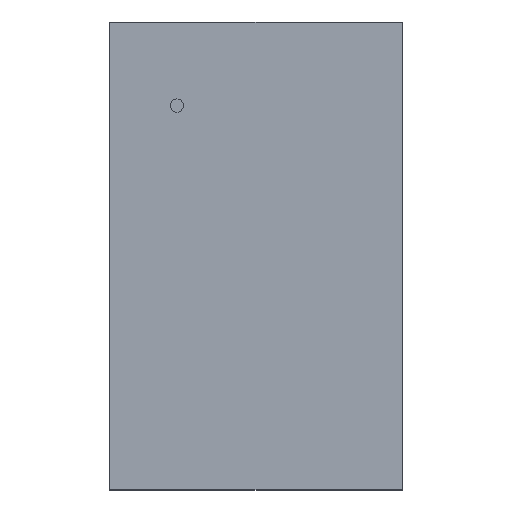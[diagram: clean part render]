
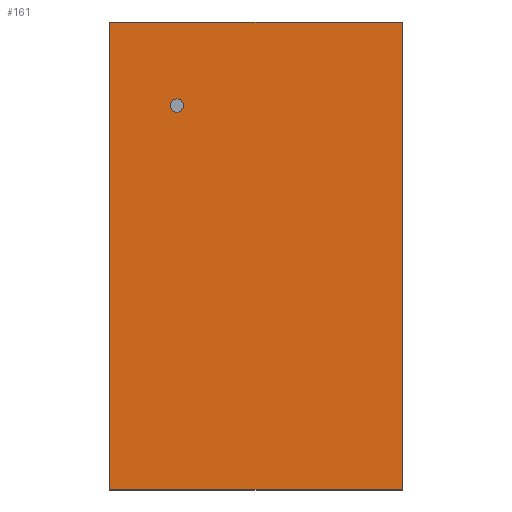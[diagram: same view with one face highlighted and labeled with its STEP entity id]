
A CAD part, top view. The second image highlights one B-rep face of the part: STEP entity #161.
In plain terms, the highlighted planar face has unit normal (0, 0, 1).
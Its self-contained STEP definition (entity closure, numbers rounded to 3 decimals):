
#161=ADVANCED_FACE('',(#162,#196),#207,.T.);
#162=FACE_BOUND('',#163,.T.);
#163=EDGE_LOOP('',(#164,#174,#182,#190));
#164=ORIENTED_EDGE('',*,*,#165,.T.);
#165=EDGE_CURVE('',#166,#168,#170,.T.);
#166=VERTEX_POINT('',#167);
#167=CARTESIAN_POINT('',(-0.5,-0.8,0.425));
#168=VERTEX_POINT('',#169);
#169=CARTESIAN_POINT('',(0.5,-0.8,0.425));
#170=LINE('',#171,#172);
#171=CARTESIAN_POINT('',(-0.5,-0.8,0.425));
#172=VECTOR('',#173,1.0);
#173=DIRECTION('',(1.0,0.0,0.0));
#174=ORIENTED_EDGE('',*,*,#175,.T.);
#175=EDGE_CURVE('',#168,#176,#178,.T.);
#176=VERTEX_POINT('',#177);
#177=CARTESIAN_POINT('',(0.5,0.8,0.425));
#178=LINE('',#179,#180);
#179=CARTESIAN_POINT('',(0.5,-0.8,0.425));
#180=VECTOR('',#181,1.0);
#181=DIRECTION('',(0.0,1.0,0.0));
#182=ORIENTED_EDGE('',*,*,#183,.T.);
#183=EDGE_CURVE('',#176,#184,#186,.T.);
#184=VERTEX_POINT('',#185);
#185=CARTESIAN_POINT('',(-0.5,0.8,0.425));
#186=LINE('',#187,#188);
#187=CARTESIAN_POINT('',(0.5,0.8,0.425));
#188=VECTOR('',#189,1.0);
#189=DIRECTION('',(-1.0,0.0,0.0));
#190=ORIENTED_EDGE('',*,*,#191,.T.);
#191=EDGE_CURVE('',#184,#166,#192,.T.);
#192=LINE('',#193,#194);
#193=CARTESIAN_POINT('',(-0.5,0.8,0.425));
#194=VECTOR('',#195,1.0);
#195=DIRECTION('',(0.0,-1.0,0.0));
#196=FACE_BOUND('',#197,.T.);
#197=EDGE_LOOP('',(#198));
#198=ORIENTED_EDGE('',*,*,#199,.T.);
#199=EDGE_CURVE('',#200,#200,#202,.T.);
#200=VERTEX_POINT('',#201);
#201=CARTESIAN_POINT('',(-0.248,0.514,0.425));
#202=CIRCLE('',#203,0.023);
#203=AXIS2_PLACEMENT_3D('',#204,#205,#206);
#204=CARTESIAN_POINT('',(-0.271,0.514,0.425));
#205=DIRECTION('',(0.0,0.0,-1.0));
#206=DIRECTION('',(1.0,0.0,0.0));
#207=PLANE('',#208);
#208=AXIS2_PLACEMENT_3D('',#209,#210,#211);
#209=CARTESIAN_POINT('',(0.0,0.0,0.425));
#210=DIRECTION('',(0.0,0.0,1.0));
#211=DIRECTION('',(1.0,0.0,0.0));
